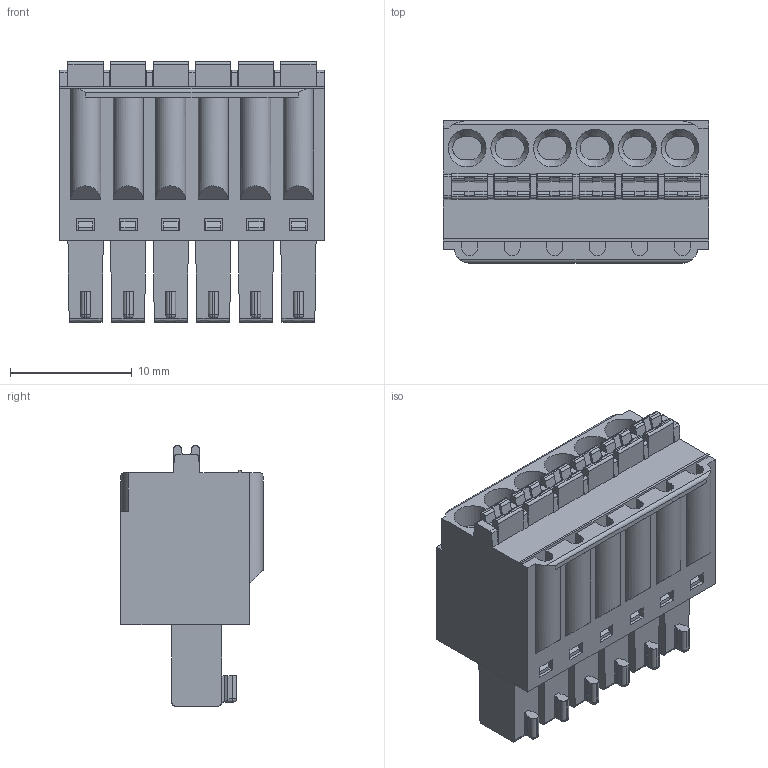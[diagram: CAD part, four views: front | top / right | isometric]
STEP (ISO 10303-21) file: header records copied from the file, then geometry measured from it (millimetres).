
FILE_DESCRIPTION(('STEP AP214'),'1');
FILE_NAME('SHM06-3,5-P.stp','2018-09-11T16:22:36',(' '),(' '),'Spatial InterOp 3D',' ',' ');
FILE_SCHEMA(('automotive_design'));
Length unit declared in the file: metre
Products named in the file (1): 1
Bounding box: 21.8 x 11.7 x 21.4 mm (x, y, z)
Volume: 3281 mm3; surface area: 2669.7 mm2
Topology: 1 solids, 1 shells, 613 faces, 1656 edges, 1092 vertices
Faces by surface type: plane 429, cylinder 142, cone 18, sphere 12, extrusion 6, torus 6
Full cylindrical faces by diameter (mm): 1.2 x6, 3.1 x6
Entity records: 24169 total; most frequent: CARTESIAN_POINT 4048, ORIENTED_EDGE 3180, DIRECTION 3022, EDGE_CURVE 1590, VECTOR 1210, LINE 1204, VERTEX_POINT 1068, AXIS2_PLACEMENT_3D 906
